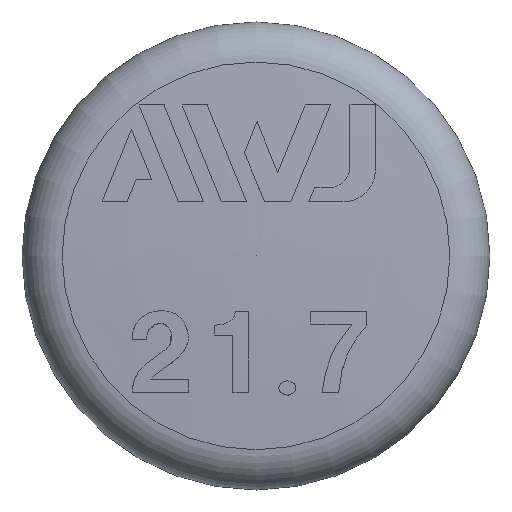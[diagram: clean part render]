
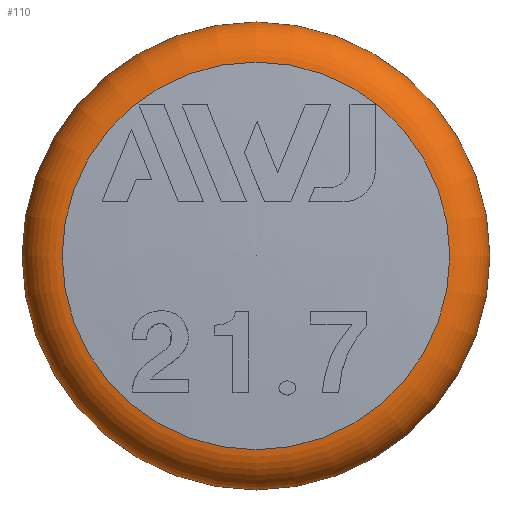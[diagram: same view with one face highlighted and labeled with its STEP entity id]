
A CAD part, top view. The second image highlights one B-rep face of the part: STEP entity #110.
In plain terms, the highlighted toroidal (fillet/blend) face has major radius 8.85 mm and minor radius 2 mm.
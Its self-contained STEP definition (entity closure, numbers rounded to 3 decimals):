
#110 = ADVANCED_FACE( '', ( #239, #240 ), #241, .T. );
#239 = FACE_OUTER_BOUND( '', #605, .T. );
#240 = FACE_OUTER_BOUND( '', #606, .T. );
#241 = TOROIDAL_SURFACE( '', #607, 8.85, 2. );
#605 = EDGE_LOOP( '', ( #1079 ) );
#606 = EDGE_LOOP( '', ( #1080 ) );
#607 = AXIS2_PLACEMENT_3D( '', #1081, #1082, #1083 );
#1079 = ORIENTED_EDGE( '', *, *, #1517, .F. );
#1080 = ORIENTED_EDGE( '', *, *, #1426, .T. );
#1081 = CARTESIAN_POINT( '', ( 0., 0., 23.647 ) );
#1082 = DIRECTION( '', ( 0., 0., -1. ) );
#1083 = DIRECTION( '', ( 0., 1., 0. ) );
#1426 = EDGE_CURVE( '', #1620, #1620, #1621, .T. );
#1517 = EDGE_CURVE( '', #1772, #1772, #1773, .T. );
#1620 = VERTEX_POINT( '', #2103 );
#1621 = CIRCLE( '', #2104, 8.99 );
#1772 = VERTEX_POINT( '', #2580 );
#1773 = CIRCLE( '', #2581, 10.85 );
#2103 = CARTESIAN_POINT( '', ( 0., 8.99, 25.642 ) );
#2104 = AXIS2_PLACEMENT_3D( '', #2846, #2847, #2848 );
#2580 = CARTESIAN_POINT( '', ( 0., 10.85, 23.647 ) );
#2581 = AXIS2_PLACEMENT_3D( '', #2877, #2878, #2879 );
#2846 = CARTESIAN_POINT( '', ( 0., 0., 25.642 ) );
#2847 = DIRECTION( '', ( 0., 0., -1. ) );
#2848 = DIRECTION( '', ( 0., 1., 0. ) );
#2877 = CARTESIAN_POINT( '', ( 0., 0., 23.647 ) );
#2878 = DIRECTION( '', ( 0., 0., -1. ) );
#2879 = DIRECTION( '', ( 0., 1., 0. ) );
